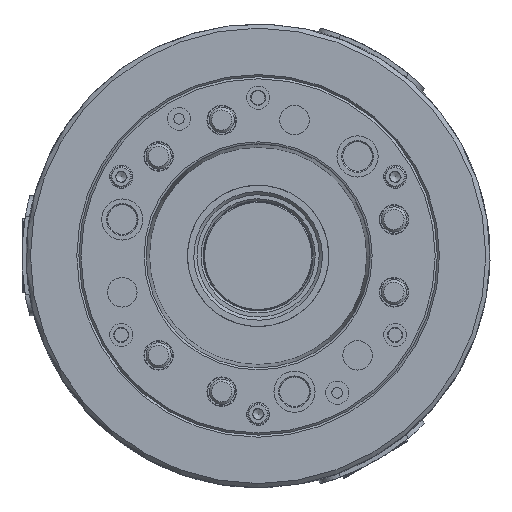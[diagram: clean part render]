
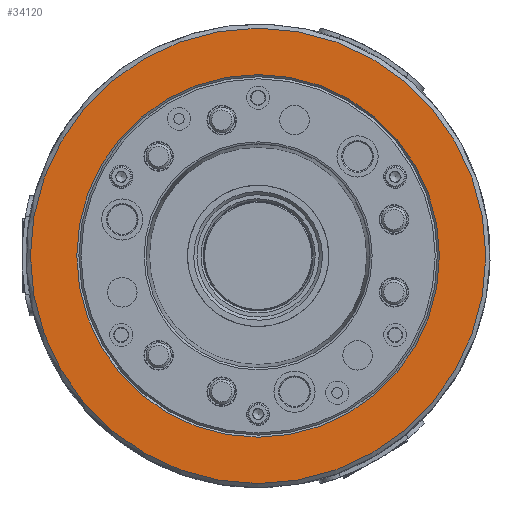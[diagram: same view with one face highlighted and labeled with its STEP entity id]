
A CAD part, left-side view. The second image highlights one B-rep face of the part: STEP entity #34120.
In plain terms, the highlighted planar face has unit normal (-1, 0, 0).
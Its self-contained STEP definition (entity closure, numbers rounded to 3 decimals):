
#1301 = EDGE_CURVE ( 'NONE', #27216, #27216, #12540, .T. ) ;
#1849 = PLANE ( 'NONE',  #40862 ) ;
#2040 = DIRECTION ( 'NONE',  ( 0., 0., -1. ) ) ;
#2547 = DIRECTION ( 'NONE',  ( 1., 0., 0. ) ) ;
#10537 = EDGE_LOOP ( 'NONE', ( #37668 ) ) ;
#11620 = CARTESIAN_POINT ( 'NONE',  ( 0., 0., 0. ) ) ;
#12540 = CIRCLE ( 'NONE', #20796, 86. ) ;
#12693 = AXIS2_PLACEMENT_3D ( 'NONE', #14771, #34886, #2040 ) ;
#14771 = CARTESIAN_POINT ( 'NONE',  ( 0., 0., 0. ) ) ;
#15004 = CARTESIAN_POINT ( 'NONE',  ( 0., 110., 0. ) ) ;
#15394 = VERTEX_POINT ( 'NONE', #34872 ) ;
#16781 = CIRCLE ( 'NONE', #12693, 108. ) ;
#20796 = AXIS2_PLACEMENT_3D ( 'NONE', #11620, #2547, #25641 ) ;
#22145 = FACE_BOUND ( 'NONE', #41379, .T. ) ;
#25641 = DIRECTION ( 'NONE',  ( 0., 0., -1. ) ) ;
#27045 = EDGE_CURVE ( 'NONE', #15394, #15394, #16781, .T. ) ;
#27216 = VERTEX_POINT ( 'NONE', #36970 ) ;
#34120 = ADVANCED_FACE ( 'NONE', ( #22145, #35342 ), #1849, .F. ) ;
#34872 = CARTESIAN_POINT ( 'NONE',  ( 0., 0., -108. ) ) ;
#34886 = DIRECTION ( 'NONE',  ( -1., 0., 0. ) ) ;
#35342 = FACE_OUTER_BOUND ( 'NONE', #10537, .T. ) ;
#36970 = CARTESIAN_POINT ( 'NONE',  ( 0., 0., -86. ) ) ;
#37668 = ORIENTED_EDGE ( 'NONE', *, *, #27045, .T. ) ;
#38007 = ORIENTED_EDGE ( 'NONE', *, *, #1301, .T. ) ;
#40862 = AXIS2_PLACEMENT_3D ( 'NONE', #15004, #41204, #41406 ) ;
#41204 = DIRECTION ( 'NONE',  ( 1., 0., 0. ) ) ;
#41379 = EDGE_LOOP ( 'NONE', ( #38007 ) ) ;
#41406 = DIRECTION ( 'NONE',  ( 0., 0., -1. ) ) ;
